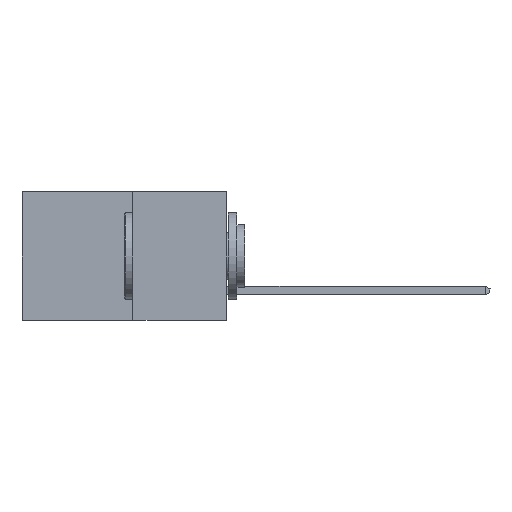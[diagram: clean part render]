
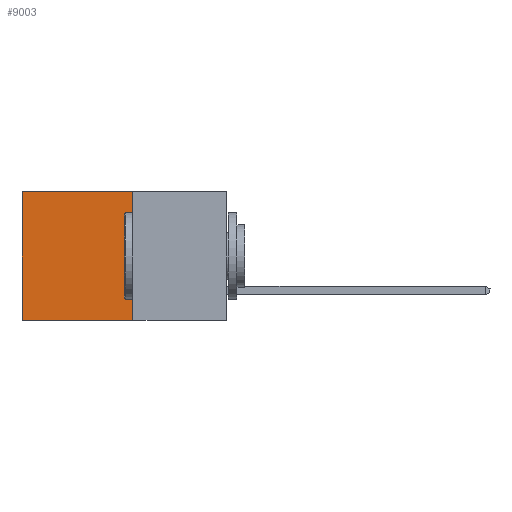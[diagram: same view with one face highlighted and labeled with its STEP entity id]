
A CAD part, left-side view. The second image highlights one B-rep face of the part: STEP entity #9003.
In plain terms, the highlighted planar face has unit normal (-1, 0, 0).
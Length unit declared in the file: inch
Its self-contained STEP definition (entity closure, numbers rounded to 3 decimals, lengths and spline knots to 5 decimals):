
#264 = LINE ( 'NONE', #2038, #15278 ) ;
#842 = DIRECTION ( 'NONE',  ( 0., 1., 0. ) ) ;
#1301 = ORIENTED_EDGE ( 'NONE', *, *, #10626, .F. ) ;
#1583 = VERTEX_POINT ( 'NONE', #5861 ) ;
#2038 = CARTESIAN_POINT ( 'NONE',  ( 0.277, 0.27, -0.37 ) ) ;
#2115 = LINE ( 'NONE', #12782, #12346 ) ;
#2469 = VECTOR ( 'NONE', #842, 39.37008 ) ;
#2849 = VERTEX_POINT ( 'NONE', #13608 ) ;
#3189 = LINE ( 'NONE', #11985, #18000 ) ;
#3380 = DIRECTION ( 'NONE',  ( 0., 0., -1. ) ) ;
#4033 = ORIENTED_EDGE ( 'NONE', *, *, #16652, .T. ) ;
#4990 = CARTESIAN_POINT ( 'NONE',  ( 0.277, 0.59, -0.37 ) ) ;
#5861 = CARTESIAN_POINT ( 'NONE',  ( 0.277, 0.27, 0. ) ) ;
#6071 = EDGE_LOOP ( 'NONE', ( #11014, #15865, #1301, #4033 ) ) ;
#8755 = DIRECTION ( 'NONE',  ( 1., 0., 0. ) ) ;
#8847 = EDGE_CURVE ( 'NONE', #15146, #17423, #2115, .T. ) ;
#9003 = ADVANCED_FACE ( 'NONE', ( #9135 ), #11627, .F. ) ;
#9135 = FACE_OUTER_BOUND ( 'NONE', #6071, .T. ) ;
#10302 = DIRECTION ( 'NONE',  ( 0., 0., -1. ) ) ;
#10626 = EDGE_CURVE ( 'NONE', #1583, #15146, #264, .T. ) ;
#11014 = ORIENTED_EDGE ( 'NONE', *, *, #16410, .T. ) ;
#11627 = PLANE ( 'NONE',  #18614 ) ;
#11985 = CARTESIAN_POINT ( 'NONE',  ( 0.277, 0.59, -0.37 ) ) ;
#12346 = VECTOR ( 'NONE', #14262, 39.37008 ) ;
#12782 = CARTESIAN_POINT ( 'NONE',  ( 0.277, 0.27, -0.37 ) ) ;
#13608 = CARTESIAN_POINT ( 'NONE',  ( 0.277, 0.59, 0. ) ) ;
#13640 = DIRECTION ( 'NONE',  ( 0., 0., -1. ) ) ;
#14262 = DIRECTION ( 'NONE',  ( 0., 1., 0. ) ) ;
#14554 = CARTESIAN_POINT ( 'NONE',  ( 0.277, 0.27, -0.37 ) ) ;
#14876 = LINE ( 'NONE', #18180, #2469 ) ;
#15146 = VERTEX_POINT ( 'NONE', #16053 ) ;
#15278 = VECTOR ( 'NONE', #13640, 39.37008 ) ;
#15865 = ORIENTED_EDGE ( 'NONE', *, *, #8847, .F. ) ;
#16053 = CARTESIAN_POINT ( 'NONE',  ( 0.277, 0.27, -0.37 ) ) ;
#16410 = EDGE_CURVE ( 'NONE', #2849, #17423, #3189, .T. ) ;
#16652 = EDGE_CURVE ( 'NONE', #1583, #2849, #14876, .T. ) ;
#17423 = VERTEX_POINT ( 'NONE', #4990 ) ;
#18000 = VECTOR ( 'NONE', #3380, 39.37008 ) ;
#18180 = CARTESIAN_POINT ( 'NONE',  ( 0.277, 0.27, 0. ) ) ;
#18614 = AXIS2_PLACEMENT_3D ( 'NONE', #14554, #8755, #10302 ) ;
